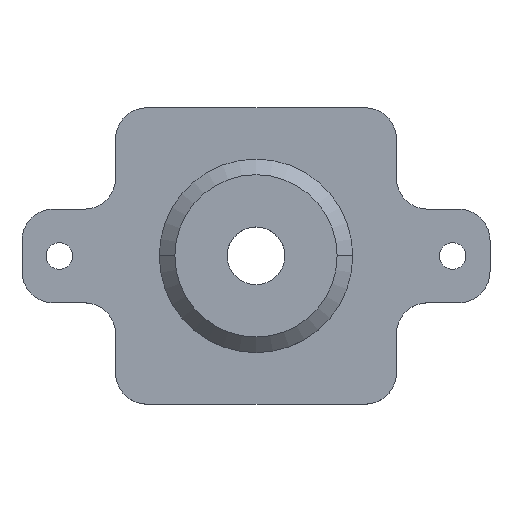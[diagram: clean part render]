
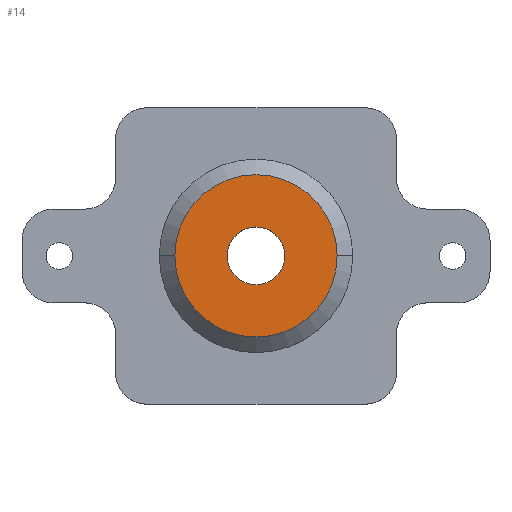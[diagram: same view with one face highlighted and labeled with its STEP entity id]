
A CAD part, top view. The second image highlights one B-rep face of the part: STEP entity #14.
In plain terms, the highlighted planar face has unit normal (0, 0, 1).
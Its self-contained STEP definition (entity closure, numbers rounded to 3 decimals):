
#10 = ORIENTED_EDGE ( 'NONE', *, *, #28, .F. ) ;
#14 = ADVANCED_FACE ( 'NONE', ( #589, #921 ), #1197, .T. ) ;
#28 = EDGE_CURVE ( 'NONE', #850, #330, #772, .T. ) ;
#34 = CIRCLE ( 'NONE', #751, 26. ) ;
#62 = VERTEX_POINT ( 'NONE', #315 ) ;
#105 = DIRECTION ( 'NONE',  ( 0., 0., 1. ) ) ;
#119 = DIRECTION ( 'NONE',  ( 1., 0., 0. ) ) ;
#140 = DIRECTION ( 'NONE',  ( 0., 0., 1. ) ) ;
#179 = EDGE_LOOP ( 'NONE', ( #615, #475 ) ) ;
#221 = CARTESIAN_POINT ( 'NONE',  ( 38.827, -5., 27. ) ) ;
#253 = AXIS2_PLACEMENT_3D ( 'NONE', #765, #473, #564 ) ;
#314 = CARTESIAN_POINT ( 'NONE',  ( 12.827, -5., 27. ) ) ;
#315 = CARTESIAN_POINT ( 'NONE',  ( 64.827, -5., 27. ) ) ;
#327 = EDGE_CURVE ( 'NONE', #62, #840, #34, .T. ) ;
#330 = VERTEX_POINT ( 'NONE', #834 ) ;
#396 = EDGE_CURVE ( 'NONE', #330, #850, #465, .T. ) ;
#411 = DIRECTION ( 'NONE',  ( 0., 0., 1. ) ) ;
#463 = AXIS2_PLACEMENT_3D ( 'NONE', #697, #1212, #119 ) ;
#465 = CIRCLE ( 'NONE', #484, 9.25 ) ;
#473 = DIRECTION ( 'NONE',  ( 0., 0., 1. ) ) ;
#475 = ORIENTED_EDGE ( 'NONE', *, *, #327, .T. ) ;
#484 = AXIS2_PLACEMENT_3D ( 'NONE', #221, #105, #485 ) ;
#485 = DIRECTION ( 'NONE',  ( 1., 0., 0. ) ) ;
#564 = DIRECTION ( 'NONE',  ( 1., 0., 0. ) ) ;
#589 = FACE_OUTER_BOUND ( 'NONE', #179, .T. ) ;
#615 = ORIENTED_EDGE ( 'NONE', *, *, #1065, .T. ) ;
#616 = CARTESIAN_POINT ( 'NONE',  ( 38.827, -5., 27. ) ) ;
#656 = DIRECTION ( 'NONE',  ( 1., 0., 0. ) ) ;
#697 = CARTESIAN_POINT ( 'NONE',  ( 38.827, -5., 27. ) ) ;
#738 = ORIENTED_EDGE ( 'NONE', *, *, #396, .F. ) ;
#751 = AXIS2_PLACEMENT_3D ( 'NONE', #616, #140, #656 ) ;
#765 = CARTESIAN_POINT ( 'NONE',  ( 38.827, -5., 27. ) ) ;
#772 = CIRCLE ( 'NONE', #463, 9.25 ) ;
#834 = CARTESIAN_POINT ( 'NONE',  ( 29.577, -5., 27. ) ) ;
#840 = VERTEX_POINT ( 'NONE', #314 ) ;
#850 = VERTEX_POINT ( 'NONE', #917 ) ;
#909 = DIRECTION ( 'NONE',  ( 1., 0., 0. ) ) ;
#917 = CARTESIAN_POINT ( 'NONE',  ( 48.077, -5., 27. ) ) ;
#921 = FACE_BOUND ( 'NONE', #1223, .T. ) ;
#999 = CIRCLE ( 'NONE', #253, 26. ) ;
#1065 = EDGE_CURVE ( 'NONE', #840, #62, #999, .T. ) ;
#1184 = CARTESIAN_POINT ( 'NONE',  ( 38.827, -5., 27. ) ) ;
#1197 = PLANE ( 'NONE',  #1215 ) ;
#1212 = DIRECTION ( 'NONE',  ( 0., 0., 1. ) ) ;
#1215 = AXIS2_PLACEMENT_3D ( 'NONE', #1184, #411, #909 ) ;
#1223 = EDGE_LOOP ( 'NONE', ( #10, #738 ) ) ;
